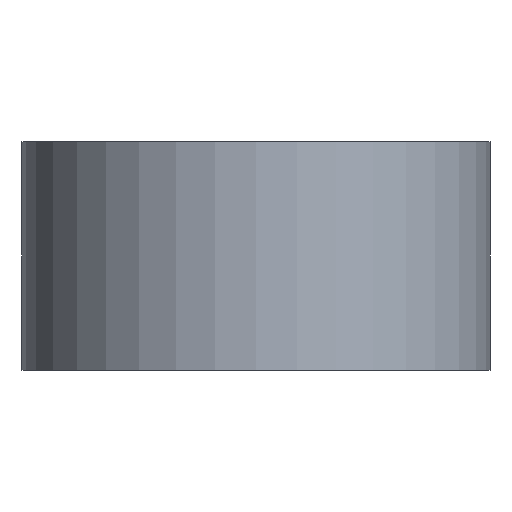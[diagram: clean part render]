
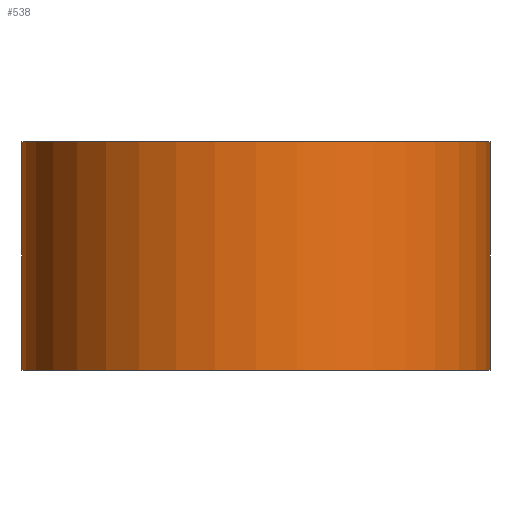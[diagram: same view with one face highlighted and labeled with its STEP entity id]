
A CAD part, front view. The second image highlights one B-rep face of the part: STEP entity #538.
In plain terms, the highlighted cylindrical face has radius 6.65 mm (diameter 13.3 mm), a partial arc.
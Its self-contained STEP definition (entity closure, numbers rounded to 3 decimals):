
#59 = EDGE_CURVE ( 'NONE', #402, #627, #1148, .T. ) ;
#85 = AXIS2_PLACEMENT_3D ( 'NONE', #465, #460, #833 ) ;
#113 = CARTESIAN_POINT ( 'NONE',  ( -6.65, 0., 6.5 ) ) ;
#134 = VECTOR ( 'NONE', #1211, 1000. ) ;
#203 = CARTESIAN_POINT ( 'NONE',  ( 0., 0., 6.5 ) ) ;
#238 = LINE ( 'NONE', #993, #1163 ) ;
#291 = FACE_OUTER_BOUND ( 'NONE', #605, .T. ) ;
#302 = DIRECTION ( 'NONE',  ( 0., 0., -1. ) ) ;
#359 = ORIENTED_EDGE ( 'NONE', *, *, #987, .F. ) ;
#396 = DIRECTION ( 'NONE',  ( -1., 0., 0. ) ) ;
#402 = VERTEX_POINT ( 'NONE', #1195 ) ;
#438 = ORIENTED_EDGE ( 'NONE', *, *, #59, .T. ) ;
#460 = DIRECTION ( 'NONE',  ( 0., 0., 1. ) ) ;
#465 = CARTESIAN_POINT ( 'NONE',  ( 0., 0., 0. ) ) ;
#472 = AXIS2_PLACEMENT_3D ( 'NONE', #781, #302, #396 ) ;
#520 = ORIENTED_EDGE ( 'NONE', *, *, #1097, .F. ) ;
#538 = ADVANCED_FACE ( 'NONE', ( #291 ), #687, .T. ) ;
#572 = CARTESIAN_POINT ( 'NONE',  ( 6.65, 0., 0. ) ) ;
#605 = EDGE_LOOP ( 'NONE', ( #359, #520, #717, #438 ) ) ;
#613 = DIRECTION ( 'NONE',  ( 0., 0., -1. ) ) ;
#627 = VERTEX_POINT ( 'NONE', #572 ) ;
#639 = DIRECTION ( 'NONE',  ( 0., 0., 1. ) ) ;
#687 = CYLINDRICAL_SURFACE ( 'NONE', #472, 6.65 ) ;
#717 = ORIENTED_EDGE ( 'NONE', *, *, #1139, .T. ) ;
#781 = CARTESIAN_POINT ( 'NONE',  ( 0., 0., 6.5 ) ) ;
#799 = CARTESIAN_POINT ( 'NONE',  ( -6.65, 0., 6.5 ) ) ;
#833 = DIRECTION ( 'NONE',  ( 1., 0., 0. ) ) ;
#839 = LINE ( 'NONE', #113, #134 ) ;
#859 = CARTESIAN_POINT ( 'NONE',  ( 6.65, 0., 6.5 ) ) ;
#960 = VERTEX_POINT ( 'NONE', #799 ) ;
#987 = EDGE_CURVE ( 'NONE', #1034, #627, #238, .T. ) ;
#993 = CARTESIAN_POINT ( 'NONE',  ( 6.65, 0., 6.5 ) ) ;
#1034 = VERTEX_POINT ( 'NONE', #859 ) ;
#1097 = EDGE_CURVE ( 'NONE', #960, #1034, #1144, .T. ) ;
#1109 = DIRECTION ( 'NONE',  ( 1., 0., 0. ) ) ;
#1139 = EDGE_CURVE ( 'NONE', #960, #402, #839, .T. ) ;
#1144 = CIRCLE ( 'NONE', #1203, 6.65 ) ;
#1148 = CIRCLE ( 'NONE', #85, 6.65 ) ;
#1163 = VECTOR ( 'NONE', #613, 1000. ) ;
#1195 = CARTESIAN_POINT ( 'NONE',  ( -6.65, 0., 0. ) ) ;
#1203 = AXIS2_PLACEMENT_3D ( 'NONE', #203, #639, #1109 ) ;
#1211 = DIRECTION ( 'NONE',  ( 0., 0., -1. ) ) ;
